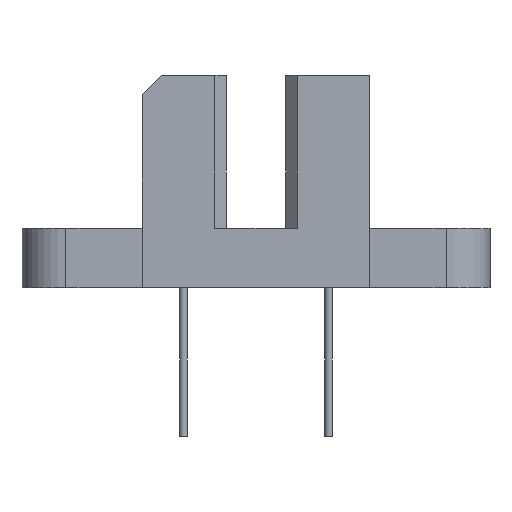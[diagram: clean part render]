
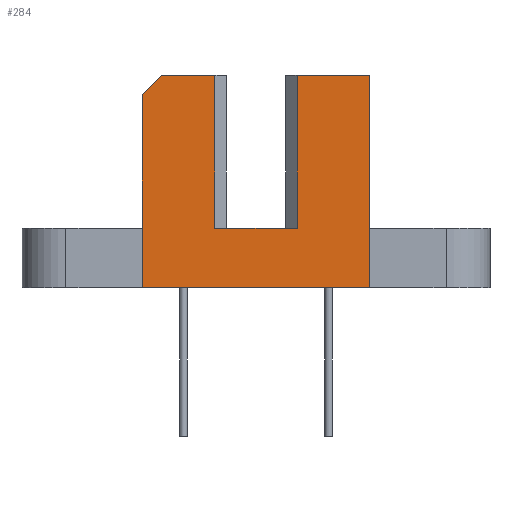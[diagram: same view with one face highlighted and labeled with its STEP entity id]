
A CAD part, front view. The second image highlights one B-rep face of the part: STEP entity #284.
In plain terms, the highlighted planar face has unit normal (0, -1, 0).
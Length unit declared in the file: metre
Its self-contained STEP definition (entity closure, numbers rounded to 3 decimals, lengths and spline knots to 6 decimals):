
#182 = EDGE_CURVE( '', #475, #476, #477, .T. );
#196 = EDGE_CURVE( '', #489, #498, #499, .T. );
#198 = EDGE_CURVE( '', #501, #502, #503, .T. );
#240 = EDGE_CURVE( '', #476, #421, #572, .T. );
#270 = EDGE_CURVE( '', #502, #421, #614, .T. );
#284 = ADVANCED_FACE( '', ( #631 ), #632, .F. );
#290 = EDGE_CURVE( '', #466, #501, #638, .T. );
#298 = EDGE_CURVE( '', #475, #616, #647, .T. );
#386 = EDGE_CURVE( '', #466, #498, #763, .T. );
#394 = EDGE_CURVE( '', #616, #489, #772, .T. );
#421 = VERTEX_POINT( '', #792 );
#466 = VERTEX_POINT( '', #855 );
#475 = VERTEX_POINT( '', #866 );
#476 = VERTEX_POINT( '', #867 );
#477 = LINE( '', #868, #869 );
#489 = VERTEX_POINT( '', #886 );
#498 = VERTEX_POINT( '', #900 );
#499 = LINE( '', #901, #902 );
#501 = VERTEX_POINT( '', #905 );
#502 = VERTEX_POINT( '', #906 );
#503 = LINE( '', #907, #908 );
#572 = LINE( '', #1003, #1004 );
#614 = LINE( '', #1060, #1061 );
#616 = VERTEX_POINT( '', #1064 );
#631 = FACE_OUTER_BOUND( '', #1086, .T. );
#632 = PLANE( '', #1087 );
#638 = LINE( '', #1098, #1099 );
#647 = LINE( '', #1113, #1114 );
#763 = LINE( '', #1277, #1278 );
#772 = LINE( '', #1293, #1294 );
#792 = CARTESIAN_POINT( '', ( 0.00595, -0.00315, 0. ) );
#855 = CARTESIAN_POINT( '', ( -0.00495, -0.00315, 0.0111 ) );
#866 = CARTESIAN_POINT( '', ( 0.00215, -0.00315, 0.0111 ) );
#867 = CARTESIAN_POINT( '', ( 0.00595, -0.00315, 0.0111 ) );
#868 = CARTESIAN_POINT( '', ( 0.00595, -0.00315, 0.0111 ) );
#869 = VECTOR( '', #1349, 1. );
#886 = CARTESIAN_POINT( '', ( -0.00215, -0.00315, 0.0031 ) );
#900 = CARTESIAN_POINT( '', ( -0.00215, -0.00315, 0.0111 ) );
#901 = CARTESIAN_POINT( '', ( -0.00215, -0.00315, 0.0111 ) );
#902 = VECTOR( '', #1362, 1. );
#905 = CARTESIAN_POINT( '', ( -0.00595, -0.00315, 0.0101 ) );
#906 = CARTESIAN_POINT( '', ( -0.00595, -0.00315, 0. ) );
#907 = CARTESIAN_POINT( '', ( -0.00595, -0.00315, 0.0111 ) );
#908 = VECTOR( '', #1363, 1. );
#1003 = CARTESIAN_POINT( '', ( 0.00595, -0.00315, 0.0111 ) );
#1004 = VECTOR( '', #1455, 1. );
#1060 = CARTESIAN_POINT( '', ( 0.00595, -0.00315, 0. ) );
#1061 = VECTOR( '', #1519, 1. );
#1064 = CARTESIAN_POINT( '', ( 0.00215, -0.00315, 0.0031 ) );
#1086 = EDGE_LOOP( '', ( #1538, #1539, #1540, #1541, #1542, #1543, #1544, #1545, #1546 ) );
#1087 = AXIS2_PLACEMENT_3D( '', #1547, #1548, #1549 );
#1098 = CARTESIAN_POINT( '', ( -0.00495, -0.00315, 0.0111 ) );
#1099 = VECTOR( '', #1552, 1. );
#1113 = CARTESIAN_POINT( '', ( 0.00215, -0.00315, 0.0111 ) );
#1114 = VECTOR( '', #1560, 1. );
#1277 = CARTESIAN_POINT( '', ( 0.00595, -0.00315, 0.0111 ) );
#1278 = VECTOR( '', #1738, 1. );
#1293 = CARTESIAN_POINT( '', ( -0.00155, -0.00315, 0.0031 ) );
#1294 = VECTOR( '', #1744, 1. );
#1349 = DIRECTION( '', ( 1., 0., 0. ) );
#1362 = DIRECTION( '', ( 0., 0., 1. ) );
#1363 = DIRECTION( '', ( 0., 0., -1. ) );
#1455 = DIRECTION( '', ( 0., 0., -1. ) );
#1519 = DIRECTION( '', ( 1., 0., 0. ) );
#1538 = ORIENTED_EDGE( '', *, *, #182, .F. );
#1539 = ORIENTED_EDGE( '', *, *, #298, .T. );
#1540 = ORIENTED_EDGE( '', *, *, #394, .T. );
#1541 = ORIENTED_EDGE( '', *, *, #196, .T. );
#1542 = ORIENTED_EDGE( '', *, *, #386, .F. );
#1543 = ORIENTED_EDGE( '', *, *, #290, .T. );
#1544 = ORIENTED_EDGE( '', *, *, #198, .T. );
#1545 = ORIENTED_EDGE( '', *, *, #270, .T. );
#1546 = ORIENTED_EDGE( '', *, *, #240, .F. );
#1547 = CARTESIAN_POINT( '', ( 0.00595, -0.00315, 0.0111 ) );
#1548 = DIRECTION( '', ( 0., 1., 0. ) );
#1549 = DIRECTION( '', ( 1., 0., 0. ) );
#1552 = DIRECTION( '', ( -0.707, 0., -0.707 ) );
#1560 = DIRECTION( '', ( 0., 0., -1. ) );
#1738 = DIRECTION( '', ( 1., 0., 0. ) );
#1744 = DIRECTION( '', ( -1., 0., 0. ) );
